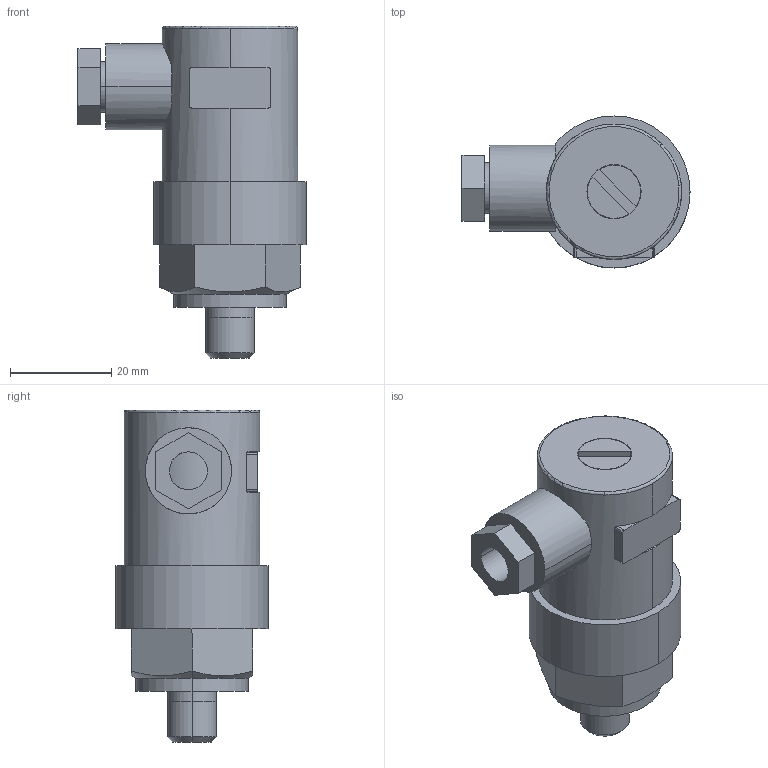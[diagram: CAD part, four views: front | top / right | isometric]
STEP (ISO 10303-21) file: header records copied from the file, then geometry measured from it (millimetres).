
FILE_DESCRIPTION (( 'STEP AP214' ), '1' );
FILE_NAME ('PE-18-01-40_Airtec.step', '2018-11-28T09:06:32', ( '' ), ( '' ), 'SwSTEP 2.0', 'SolidWorks 2010', '' );
FILE_SCHEMA (( 'AUTOMOTIVE_DESIGN' ));
Length unit declared in the file: millimetre
Products named in the file (1): PE-18-01-40_Airtec
Bounding box: 45 x 30 x 65.5 mm (x, y, z)
Volume: 35092.4 mm3; surface area: 8128.8 mm2
Topology: 1 solids, 1 shells, 76 faces, 176 edges, 114 vertices
Faces by surface type: plane 38, cylinder 32, cone 4, torus 2
Entity records: 2781 total; most frequent: CARTESIAN_POINT 689, DIRECTION 382, ORIENTED_EDGE 352, EDGE_CURVE 176, AXIS2_PLACEMENT_3D 147, VERTEX_POINT 114, EDGE_LOOP 88, VECTOR 88
